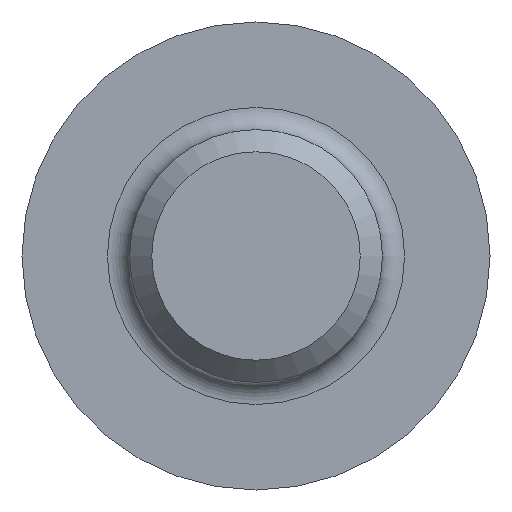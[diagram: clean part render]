
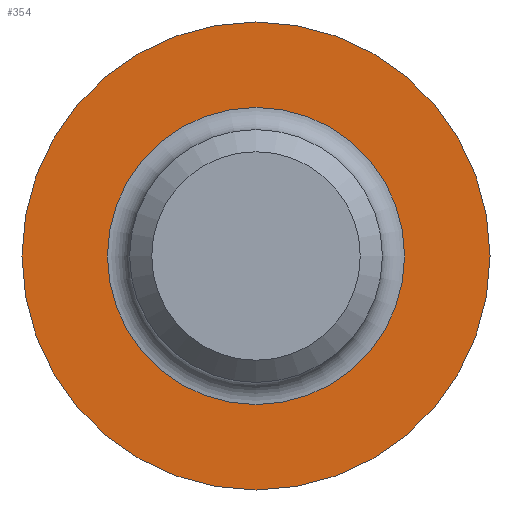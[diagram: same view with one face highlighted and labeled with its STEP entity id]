
A CAD part, front view. The second image highlights one B-rep face of the part: STEP entity #354.
In plain terms, the highlighted planar face has unit normal (0, -1, 0).
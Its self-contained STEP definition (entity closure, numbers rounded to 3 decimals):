
#90=FACE_BOUND('',#123,.T.);
#100=FACE_OUTER_BOUND('',#122,.T.);
#122=EDGE_LOOP('',(#231));
#123=EDGE_LOOP('',(#232));
#150=CIRCLE('',#381,2.68);
#151=CIRCLE('',#382,1.702);
#157=VERTEX_POINT('',#507);
#158=VERTEX_POINT('',#509);
#188=EDGE_CURVE('',#157,#157,#150,.T.);
#189=EDGE_CURVE('',#158,#158,#151,.T.);
#231=ORIENTED_EDGE('',*,*,#188,.F.);
#232=ORIENTED_EDGE('',*,*,#189,.T.);
#315=PLANE('',#380);
#354=ADVANCED_FACE('',(#100,#90),#315,.T.);
#380=AXIS2_PLACEMENT_3D('',#506,#415,#416);
#381=AXIS2_PLACEMENT_3D('',#508,#417,#418);
#382=AXIS2_PLACEMENT_3D('',#510,#419,#420);
#415=DIRECTION('center_axis',(0.,-1.,0.));
#416=DIRECTION('ref_axis',(0.,0.,-1.));
#417=DIRECTION('center_axis',(0.,1.,0.));
#418=DIRECTION('ref_axis',(1.,0.,0.));
#419=DIRECTION('center_axis',(0.,1.,0.));
#420=DIRECTION('ref_axis',(1.,0.,0.));
#506=CARTESIAN_POINT('Origin',(0.,0.,0.));
#507=CARTESIAN_POINT('',(-2.68,0.,0.));
#508=CARTESIAN_POINT('Origin',(0.,0.,
0.));
#509=CARTESIAN_POINT('',(-1.702,0.,0.));
#510=CARTESIAN_POINT('Origin',(0.,0.,0.));
